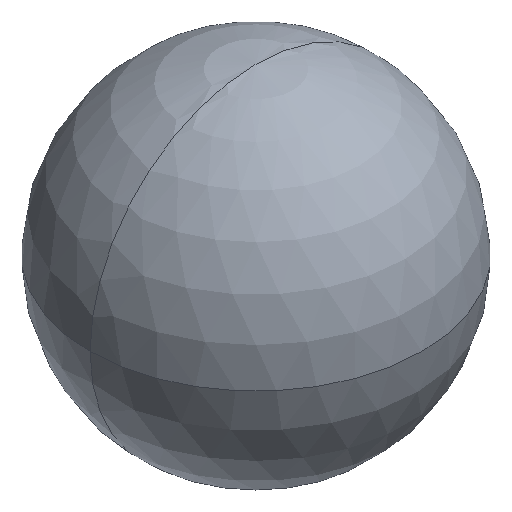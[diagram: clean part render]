
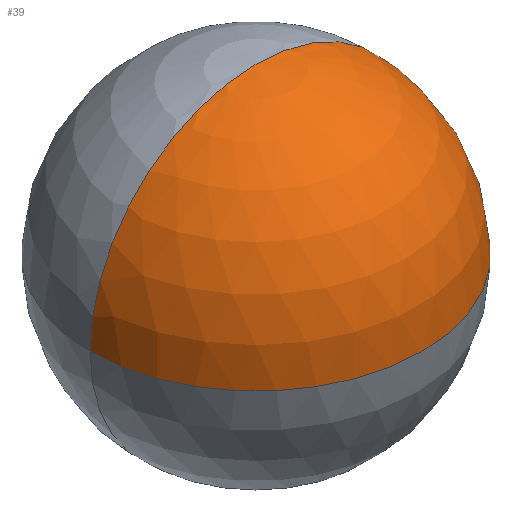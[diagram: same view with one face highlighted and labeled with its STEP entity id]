
A CAD part, isometric view. The second image highlights one B-rep face of the part: STEP entity #39.
In plain terms, the highlighted spherical face has radius 12.5 mm.
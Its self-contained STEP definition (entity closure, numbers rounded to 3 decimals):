
#1=CARTESIAN_POINT('POINT1',(12.5,0.,
   0.));
#2=VERTEX_POINT('VERTEX1',#1);
#3=CARTESIAN_POINT('POINT2',(0.,0.,12.5));
#4=VERTEX_POINT('VERTEX2',#3);
#5=CARTESIAN_POINT('POS1',(0.,0.,0.));
#6=DIRECTION('DIR1',(0.,-1.,0.));
#7=DIRECTION('DIR2',(0.,0.,1.));
#8=AXIS2_PLACEMENT_3D('AXIS1',#5,#6,#7);
#9=CIRCLE('ELLIPSE1',#8,12.5);
#10=EDGE_CURVE('EDGE1',#2,#4,#9,.T.);
#11=ORIENTED_EDGE('COEDGE1',*,*,#10,.T.);
#12=CARTESIAN_POINT('POINT3',(-12.5,0.,
   0.));
#13=VERTEX_POINT('VERTEX3',#12);
#14=EDGE_CURVE('EDGE2',#4,#13,#9,.T.);
#15=ORIENTED_EDGE('COEDGE2',*,*,#14,.T.);
#16=CARTESIAN_POINT('POINT4',(0.,-12.5,
   0.));
#17=VERTEX_POINT('VERTEX4',#16);
#18=CARTESIAN_POINT('POS2',(0.,0.,0.));
#19=DIRECTION('DIR3',(0.,0.,
   -1.));
#20=DIRECTION('DIR4',(0.,-1.,
   0.));
#21=AXIS2_PLACEMENT_3D('AXIS2',#18,#19,#20);
#22=CIRCLE('ELLIPSE2',#21,12.5);
#23=EDGE_CURVE('EDGE3',#17,#13,#22,.T.);
#24=ORIENTED_EDGE('COEDGE3',*,*,#23,.F.);
#25=CARTESIAN_POINT('POS3',(0.,0.,0.));
#26=DIRECTION('DIR5',(0.,0.,
   1.));
#27=DIRECTION('DIR6',(0.,-1.,
   0.));
#28=AXIS2_PLACEMENT_3D('AXIS3',#25,#26,#27);
#29=CIRCLE('ELLIPSE3',#28,12.5);
#30=EDGE_CURVE('EDGE4',#17,#2,#29,.T.);
#31=ORIENTED_EDGE('COEDGE4',*,*,#30,.T.);
#32=EDGE_LOOP('NONE',(#11,#15,#24,#31));
#33=FACE_BOUND('LOOP1',#32,.T.);
#34=CARTESIAN_POINT('POS4',(0.,0.,0.));
#35=DIRECTION('DIR7',(0.,0.,1.));
#36=DIRECTION('DIR8',(1.,0.,0.));
#37=AXIS2_PLACEMENT_3D('AXIS4',#34,#35,#36);
#38=SPHERICAL_SURFACE('SPHERE_SURF1',#37,12.5);
#39=ADVANCED_FACE('FACE1',(#33),#38,.T.);
